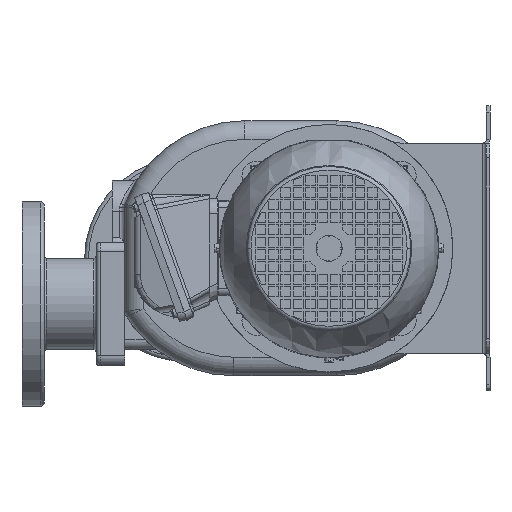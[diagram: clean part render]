
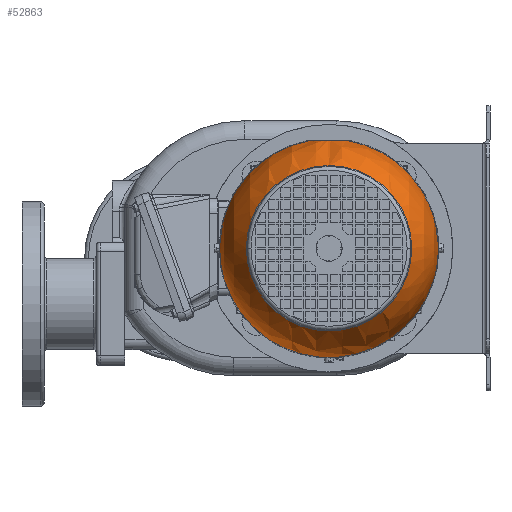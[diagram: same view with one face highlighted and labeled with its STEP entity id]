
A CAD part, left-side view. The second image highlights one B-rep face of the part: STEP entity #52863.
In plain terms, the highlighted spherical face has radius 88.248 mm.
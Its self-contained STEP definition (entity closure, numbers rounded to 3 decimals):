
#8033=CARTESIAN_POINT('',(-219.31,-14.61,87.));
#8045=CARTESIAN_POINT('',(-219.31,14.61,87.));
#8467=CARTESIAN_POINT('',(-219.31,0.,0.));
#8468=DIRECTION('',(1.,0.,0.));
#8469=DIRECTION('',(0.,-0.166,0.986));
#8470=AXIS2_PLACEMENT_3D('',#8467,#8468,#8469);
#8472=CARTESIAN_POINT('',(-217.,0.,87.));
#8473=DIRECTION('',(0.,0.,1.));
#8474=DIRECTION('',(-0.156,0.988,0.));
#8475=AXIS2_PLACEMENT_3D('',#8472,#8473,#8474);
#8477=CARTESIAN_POINT('',(-274.646,0.,0.));
#8478=DIRECTION('',(-1.,0.,0.));
#8479=DIRECTION('',(0.,-1.,0.));
#8480=AXIS2_PLACEMENT_3D('',#8477,#8478,#8479);
#8482=CARTESIAN_POINT('',(-274.646,0.,0.));
#8483=DIRECTION('',(-1.,0.,0.));
#8484=DIRECTION('',(0.,1.,0.));
#8485=AXIS2_PLACEMENT_3D('',#8482,#8483,#8484);
#41366=VERTEX_POINT('',#8033);
#41431=VERTEX_POINT('',#8045);
#43066=CARTESIAN_POINT('',(-274.646,66.818,
0.));
#43068=VERTEX_POINT('',#43066);
#43126=CARTESIAN_POINT('',(-274.646,-66.818,
0.));
#43127=VERTEX_POINT('',#43126);
#52848=CARTESIAN_POINT('',(-217.,0.,0.));
#52849=DIRECTION('',(0.,-1.,0.));
#52850=DIRECTION('',(0.,0.,-1.));
#52851=AXIS2_PLACEMENT_3D('',#52848,#52849,#52850);
#52852=SPHERICAL_SURFACE('',#52851,88.248);
#52853=ORIENTED_EDGE('',*,*,#52794,.T.);
#52854=ORIENTED_EDGE('',*,*,#52779,.T.);
#52855=EDGE_LOOP('',(#52853,#52854));
#52856=FACE_OUTER_BOUND('',#52855,.F.);
#52858=ORIENTED_EDGE('',*,*,#52857,.T.);
#52860=ORIENTED_EDGE('',*,*,#52859,.T.);
#52861=EDGE_LOOP('',(#52858,#52860));
#52862=FACE_BOUND('',#52861,.F.);
#52863=ADVANCED_FACE('',(#52856,#52862),#52852,.T.);
#8471=CIRCLE('',#8470,88.218);
#8476=CIRCLE('',#8475,14.791);
#8481=CIRCLE('',#8480,66.818);
#8486=CIRCLE('',#8485,66.818);
#52779=EDGE_CURVE('',#41431,#41366,#8476,.T.);
#52794=EDGE_CURVE('',#41366,#41431,#8471,.T.);
#52857=EDGE_CURVE('',#43127,#43068,#8481,.T.);
#52859=EDGE_CURVE('',#43068,#43127,#8486,.T.);
